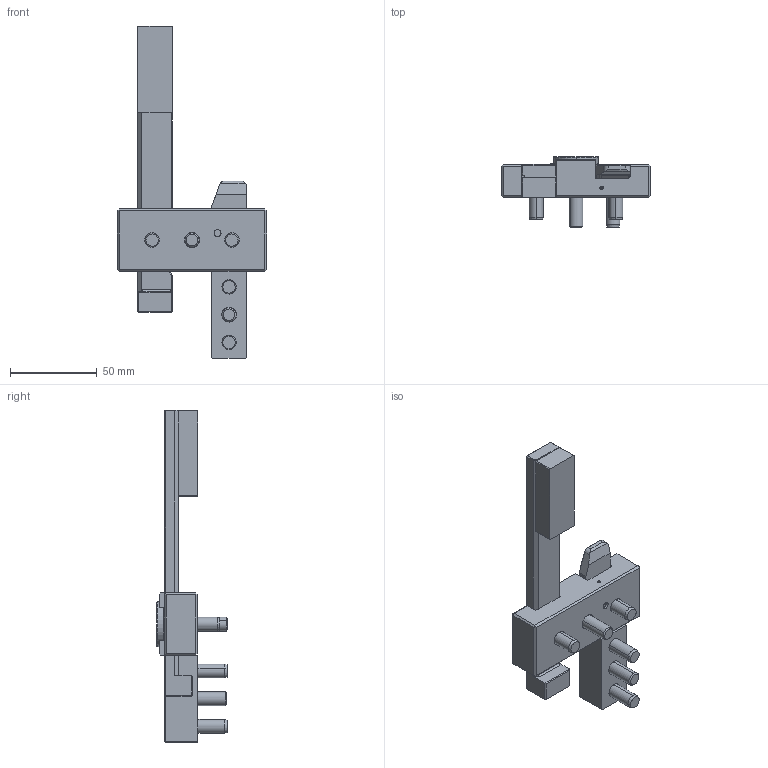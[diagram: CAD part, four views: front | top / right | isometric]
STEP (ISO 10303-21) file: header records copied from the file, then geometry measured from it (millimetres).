
FILE_DESCRIPTION (( 'STEP AP214' ), '1' );
FILE_NAME ('GS368619.STEP', '2022-01-20T14:28:00', ( '' ), ( '' ), 'SwSTEP 2.0', 'SolidWorks 2019', '' );
FILE_SCHEMA (( 'AUTOMOTIVE_DESIGN' ));
Length unit declared in the file: millimetre
Products named in the file (15): 3MUELLE-GS_comprimida; 9GS368619-3_Gs.226616; DIN 6325 Ø2x12; 9GS368619-7; 9GS368619-5_Gs.226616; 9GS368619; 1PCI6325824_Parallel Pin ISO 8734 - 8 x 24 - A - St; 9GS368619-2_Gs.226616; GS368619; 9GS368619-6gravat; 1DIN7991835_DIN 7991 - M8 x 35 --- 35C; 1DIN7991840_DIN 7991 - M8 x 40 --- 31.8C; 9GS368619-1_GS.226616; 9GS226616-4; 1PCI6325836_Parallel Pin ISO 8734 - 8 x 35 - A - St
Assembly tree (16 placements, depth 3):
  GS368619
    3MUELLE-GS_comprimida
    9GS368619
      9GS368619-1_GS.226616
      9GS368619-2_Gs.226616
      9GS368619-3_Gs.226616
      9GS226616-4
      DIN 6325 Ø2x12
      9GS368619-5_Gs.226616
      9GS368619-7
      9GS368619-6gravat
    1DIN7991835_DIN 7991 - M8 x 35 --- 35C
    1DIN7991840_DIN 7991 - M8 x 40 --- 31.8C
    1PCI6325824_Parallel Pin ISO 8734 - 8 x 24 - A - St  x2
    1PCI6325836_Parallel Pin ISO 8734 - 8 x 35 - A - St  x2
Bounding box: 86 x 40.85 x 191.5 mm (x, y, z)
Volume: 116856.8 mm3; surface area: 44224.5 mm2
Topology: 15 solids, 15 shells, 2523 faces, 7015 edges, 4630 vertices
Faces by surface type: plane 2363, cylinder 82, cone 65, torus 10, bspline 3
Entity records: 105517 total; most frequent: CARTESIAN_POINT 16423, ORIENTED_EDGE 13966, DIRECTION 12218, EDGE_CURVE 6983, LINE 6708, VECTOR 6708, VERTEX_POINT 4614, AXIS2_PLACEMENT_3D 2755
